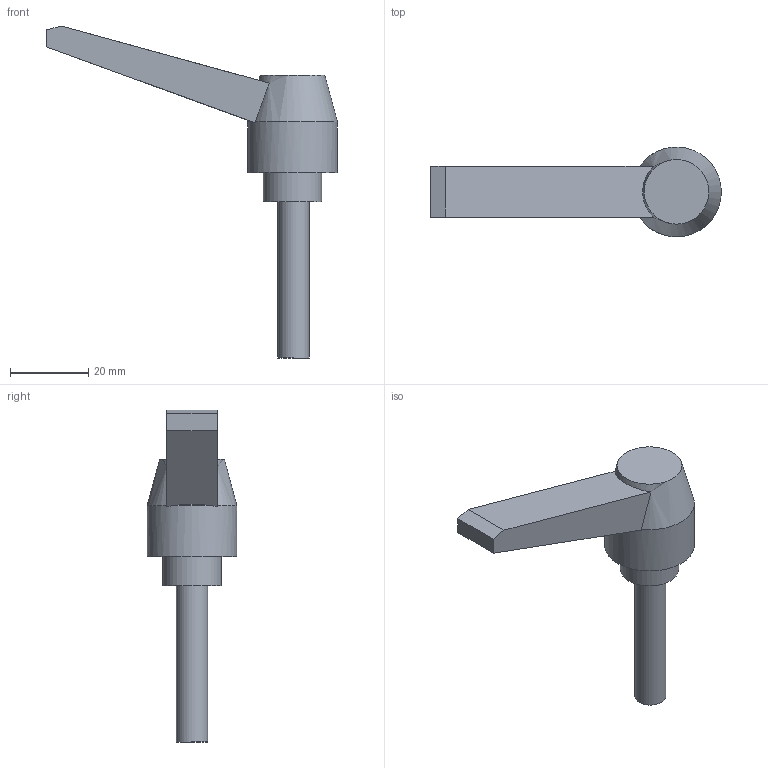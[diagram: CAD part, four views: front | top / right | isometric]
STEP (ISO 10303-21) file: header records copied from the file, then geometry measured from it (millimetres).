
FILE_DESCRIPTION(('STEP AP203'),'2;1');
FILE_NAME('80LE00003.stp','2011-09-08T18:08:57',(''),(''),'2009.3.110','THINKDESIGN','');
FILE_SCHEMA(('CONFIG_CONTROL_DESIGN'));
Length unit declared in the file: millimetre
Bounding box: 74.5 x 23 x 85.08 mm (x, y, z)
Volume: 18545.3 mm3; surface area: 6144.2 mm2
Topology: 2 solids, 2 shells, 16 faces, 40 edges, 29 vertices
Faces by surface type: plane 11, cylinder 3, bspline 2
Full cylindrical faces by diameter (mm): 8 x1, 15 x1, 23 x1
Entity records: 624 total; most frequent: CARTESIAN_POINT 141, ORIENTED_EDGE 80, DIRECTION 79, EDGE_CURVE 40, AXIS2_PLACEMENT_3D 31, VERTEX_POINT 29, VECTOR 17, LINE 17
